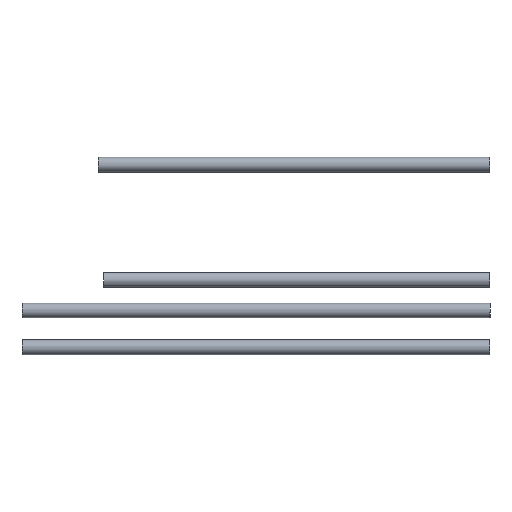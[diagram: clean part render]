
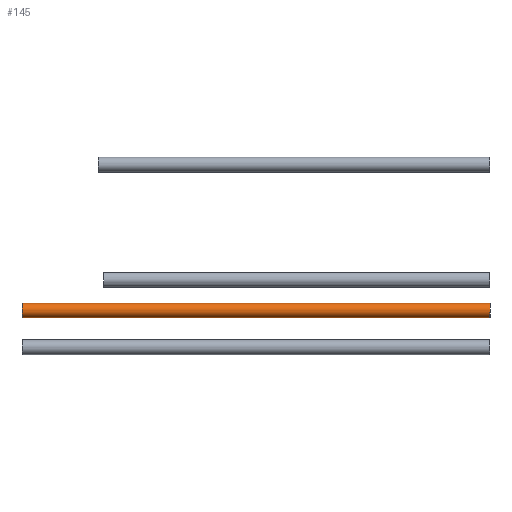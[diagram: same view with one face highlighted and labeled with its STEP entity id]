
A CAD part, left-side view. The second image highlights one B-rep face of the part: STEP entity #145.
In plain terms, the highlighted cylindrical face has radius 4 mm (diameter 8 mm), a full revolution.
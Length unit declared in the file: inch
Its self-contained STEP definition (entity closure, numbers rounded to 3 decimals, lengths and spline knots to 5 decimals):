
#57=FACE_OUTER_BOUND('',#69,.T.);
#69=EDGE_LOOP('',(#123,#124,#125,#126));
#77=LINE('',#315,#81);
#81=VECTOR('',#263,0.15748);
#87=CIRCLE('',#215,0.15748);
#88=CIRCLE('',#216,0.15748);
#95=VERTEX_POINT('',#312);
#96=VERTEX_POINT('',#314);
#105=EDGE_CURVE('',#95,#95,#87,.T.);
#106=EDGE_CURVE('',#95,#96,#77,.T.);
#107=EDGE_CURVE('',#96,#96,#88,.T.);
#123=ORIENTED_EDGE('',*,*,#105,.F.);
#124=ORIENTED_EDGE('',*,*,#106,.T.);
#125=ORIENTED_EDGE('',*,*,#107,.F.);
#126=ORIENTED_EDGE('',*,*,#106,.F.);
#137=CYLINDRICAL_SURFACE('',#214,0.15748);
#145=ADVANCED_FACE('',(#57),#137,.T.);
#214=AXIS2_PLACEMENT_3D('',#311,#259,#260);
#215=AXIS2_PLACEMENT_3D('',#313,#261,#262);
#216=AXIS2_PLACEMENT_3D('',#316,#264,#265);
#259=DIRECTION('center_axis',(0.,1.,0.));
#260=DIRECTION('ref_axis',(1.,0.,0.));
#261=DIRECTION('center_axis',(0.,1.,0.));
#262=DIRECTION('ref_axis',(1.,0.,0.));
#263=DIRECTION('',(0.,-1.,0.));
#264=DIRECTION('center_axis',(0.,-1.,0.));
#265=DIRECTION('ref_axis',(1.,0.,0.));
#311=CARTESIAN_POINT('Origin',(0.3706,0.745,2.20834));
#312=CARTESIAN_POINT('',(0.21312,10.745,2.20834));
#313=CARTESIAN_POINT('Origin',(0.3706,10.745,2.20834));
#314=CARTESIAN_POINT('',(0.21312,0.745,2.20834));
#315=CARTESIAN_POINT('',(0.21312,0.745,2.20834));
#316=CARTESIAN_POINT('Origin',(0.3706,0.745,2.20834));
